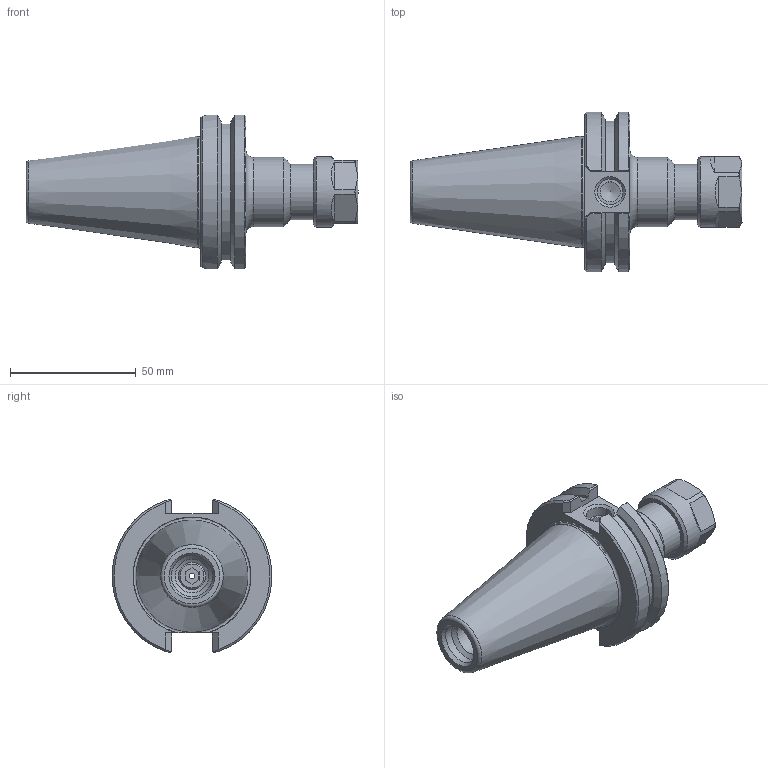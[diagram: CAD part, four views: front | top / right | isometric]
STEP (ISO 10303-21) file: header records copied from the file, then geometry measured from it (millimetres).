
FILE_DESCRIPTION(/* description */ ('ER COLLET CHUCK W/ ADB CLNT'),/* implementation_level */ '2;1');
FILE_NAME(/* name */ 'C40F-16ERF250.stp',/* time_stamp */ '2017-01-20T10:33:10-05:00',/* author */ ('davhar'),/* organization */ (''),/* preprocessor_version */ 'ST-DEVELOPER v16.1',/* originating_system */ 'Autodesk Inventor 2016',/* authorisation */ '');
FILE_SCHEMA (('AUTOMOTIVE_DESIGN { 1 0 10303 214 3 1 1 }'));
Length unit declared in the file: inch
Products named in the file (4): C40F-16ER2-1; 16ERHN; BS-20; C40F-16ERF250
Assembly tree (3 placements, depth 2):
  C40F-16ERF250
    C40F-16ER2-1
    16ERHN
    BS-20
Bounding box: 131.76 x 63.28 x 61.11 mm (x, y, z)
Volume: 122782.2 mm3; surface area: 27966 mm2
Topology: 3 solids, 3 shells, 123 faces, 314 edges, 202 vertices
Faces by surface type: plane 57, cone 29, cylinder 24, torus 9, bspline 4
Full cylindrical faces by diameter (mm): 2.286 x1, 8 x1, 9.461 x1, 9.728 x1, 10.135 x1, 10.973 x1, 11.176 x1, 12.4 x1, 13.386 x1, 16.459 x1, 20.5 x1, 22 x1, 23 x1, 27.432 x1, 28 x1
Entity records: 4388 total; most frequent: CARTESIAN_POINT 1580, DIRECTION 543, ORIENTED_EDGE 534, EDGE_CURVE 267, AXIS2_PLACEMENT_3D 219, VERTEX_POINT 193, EDGE_LOOP 172, FACE_OUTER_BOUND 123
